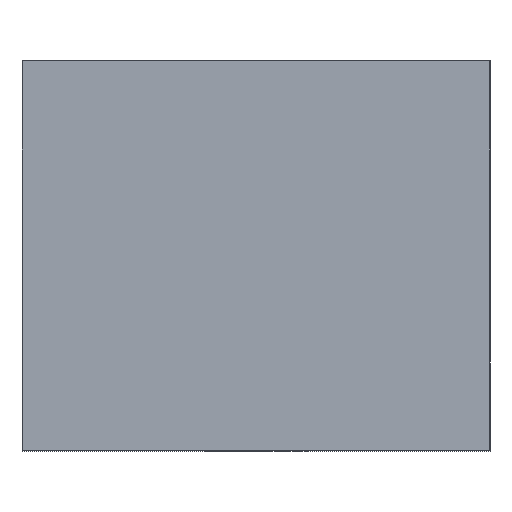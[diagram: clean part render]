
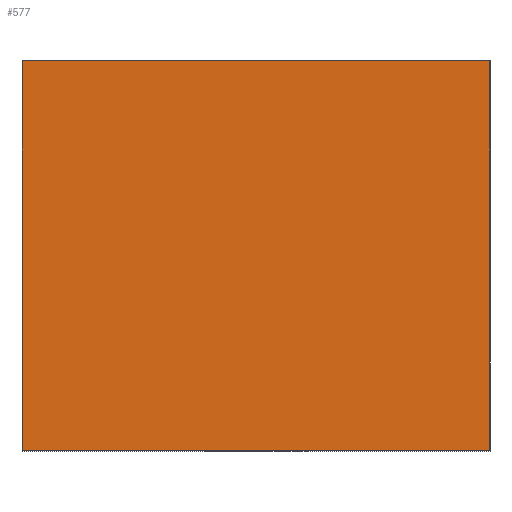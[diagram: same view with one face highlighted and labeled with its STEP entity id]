
A CAD part, top view. The second image highlights one B-rep face of the part: STEP entity #577.
In plain terms, the highlighted planar face has unit normal (0, 0, 1).
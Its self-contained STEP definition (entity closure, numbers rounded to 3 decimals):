
#9 = EDGE_CURVE ( 'NONE', #185, #179, #509, .T. ) ;
#14 = ORIENTED_EDGE ( 'NONE', *, *, #50, .F. ) ;
#17 = AXIS2_PLACEMENT_3D ( 'NONE', #28, #379, #717 ) ;
#28 = CARTESIAN_POINT ( 'NONE',  ( -9., 15., 5. ) ) ;
#50 = EDGE_CURVE ( 'NONE', #70, #358, #348, .T. ) ;
#67 = CARTESIAN_POINT ( 'NONE',  ( -9., 15., 5. ) ) ;
#70 = VERTEX_POINT ( 'NONE', #329 ) ;
#83 = DIRECTION ( 'NONE',  ( 0., -1., 0. ) ) ;
#108 = LINE ( 'NONE', #223, #414 ) ;
#142 = DIRECTION ( 'NONE',  ( 0., -1., 0. ) ) ;
#144 = PLANE ( 'NONE',  #17 ) ;
#179 = VERTEX_POINT ( 'NONE', #521 ) ;
#185 = VERTEX_POINT ( 'NONE', #67 ) ;
#207 = VECTOR ( 'NONE', #142, 1000. ) ;
#223 = CARTESIAN_POINT ( 'NONE',  ( -9., 0., 5. ) ) ;
#227 = CARTESIAN_POINT ( 'NONE',  ( 9., 0., 5. ) ) ;
#252 = ORIENTED_EDGE ( 'NONE', *, *, #400, .F. ) ;
#276 = DIRECTION ( 'NONE',  ( 1., 0., 0. ) ) ;
#329 = CARTESIAN_POINT ( 'NONE',  ( 9., 15., 5. ) ) ;
#348 = LINE ( 'NONE', #715, #207 ) ;
#358 = VERTEX_POINT ( 'NONE', #227 ) ;
#367 = VECTOR ( 'NONE', #83, 1000. ) ;
#379 = DIRECTION ( 'NONE',  ( 0., 0., -1. ) ) ;
#387 = EDGE_CURVE ( 'NONE', #179, #358, #108, .T. ) ;
#399 = LINE ( 'NONE', #736, #544 ) ;
#400 = EDGE_CURVE ( 'NONE', #185, #70, #399, .T. ) ;
#414 = VECTOR ( 'NONE', #565, 1000. ) ;
#421 = FACE_OUTER_BOUND ( 'NONE', #741, .T. ) ;
#483 = CARTESIAN_POINT ( 'NONE',  ( -9., 15., 5. ) ) ;
#484 = ORIENTED_EDGE ( 'NONE', *, *, #9, .T. ) ;
#505 = ORIENTED_EDGE ( 'NONE', *, *, #387, .T. ) ;
#509 = LINE ( 'NONE', #483, #367 ) ;
#521 = CARTESIAN_POINT ( 'NONE',  ( -9., 0., 5. ) ) ;
#544 = VECTOR ( 'NONE', #276, 1000. ) ;
#565 = DIRECTION ( 'NONE',  ( 1., 0., 0. ) ) ;
#577 = ADVANCED_FACE ( 'NONE', ( #421 ), #144, .F. ) ;
#715 = CARTESIAN_POINT ( 'NONE',  ( 9., 15., 5. ) ) ;
#717 = DIRECTION ( 'NONE',  ( -1., 0., 0. ) ) ;
#736 = CARTESIAN_POINT ( 'NONE',  ( -9., 15., 5. ) ) ;
#741 = EDGE_LOOP ( 'NONE', ( #505, #14, #252, #484 ) ) ;
